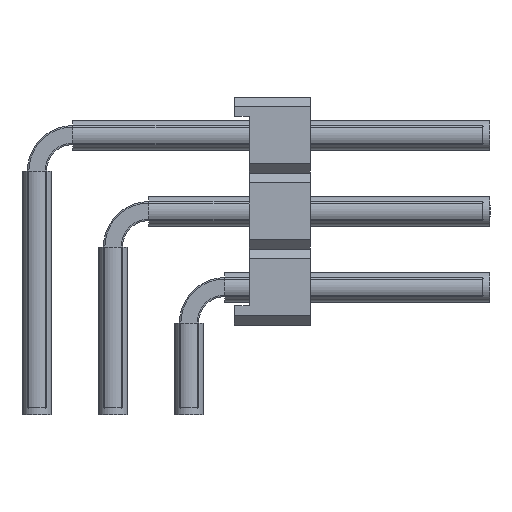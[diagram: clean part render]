
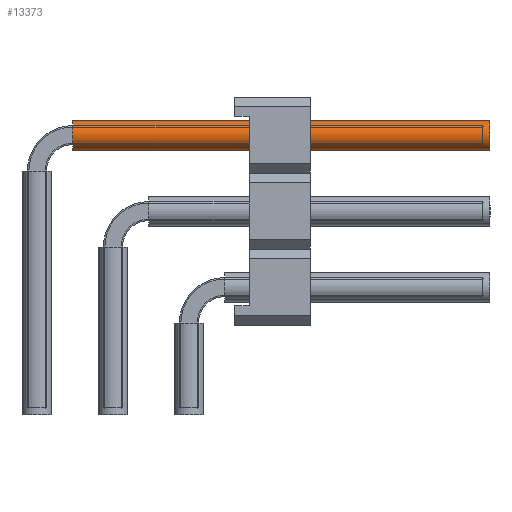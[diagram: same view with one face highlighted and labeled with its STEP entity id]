
A CAD part, left-side view. The second image highlights one B-rep face of the part: STEP entity #13373.
In plain terms, the highlighted cylindrical face has radius 0.5 mm (diameter 1 mm), a full revolution.
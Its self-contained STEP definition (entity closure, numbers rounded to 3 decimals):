
#7122=ORIENTED_EDGE('',*,*,#9112,.F.);
#7123=ORIENTED_EDGE('',*,*,#9113,.T.);
#9112=EDGE_CURVE('',#10412,#10412,#10936,.T.);
#9113=EDGE_CURVE('',#10413,#10413,#10937,.T.);
#10412=VERTEX_POINT('',#22306);
#10413=VERTEX_POINT('',#22308);
#10936=CIRCLE('',#14627,0.5);
#10937=CIRCLE('',#14628,0.5);
#11692=EDGE_LOOP('',(#7122));
#11693=EDGE_LOOP('',(#7123));
#12462=FACE_BOUND('',#11692,.T.);
#12463=FACE_BOUND('',#11693,.T.);
#12737=CYLINDRICAL_SURFACE('',#14626,0.5);
#13373=ADVANCED_FACE('',(#12462,#12463),#12737,.F.);
#14626=AXIS2_PLACEMENT_3D('',#22304,#18337,#18338);
#14627=AXIS2_PLACEMENT_3D('',#22305,#18339,#18340);
#14628=AXIS2_PLACEMENT_3D('',#22307,#18341,#18342);
#18337=DIRECTION('',(1.,0.,0.));
#18338=DIRECTION('',(0.,0.,-1.));
#18339=DIRECTION('',(-1.,0.,0.));
#18340=DIRECTION('',(0.,0.,1.));
#18341=DIRECTION('',(-1.,0.,0.));
#18342=DIRECTION('',(0.,0.,1.));
#22304=CARTESIAN_POINT('',(1.2,0.,9.35));
#22305=CARTESIAN_POINT('',(15.14,0.,9.35));
#22306=CARTESIAN_POINT('',(15.14,0.,9.85));
#22307=CARTESIAN_POINT('',(1.2,0.,9.35));
#22308=CARTESIAN_POINT('',(1.2,0.,9.85));
